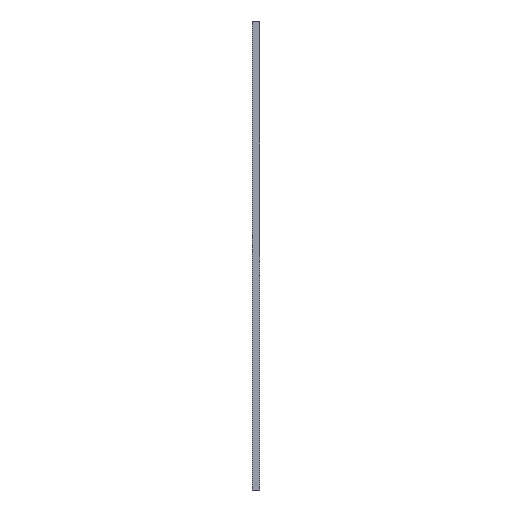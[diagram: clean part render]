
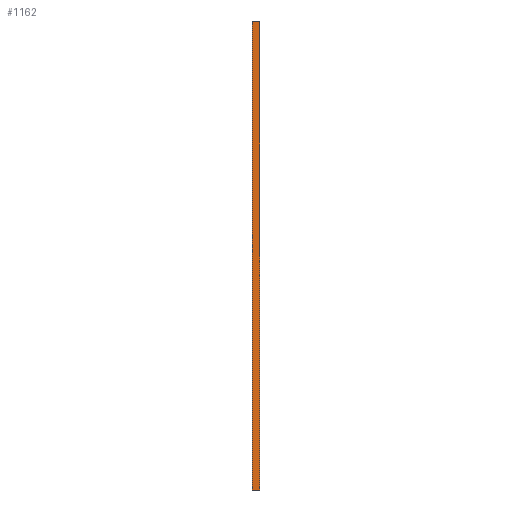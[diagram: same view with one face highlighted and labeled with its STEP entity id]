
A CAD part, left-side view. The second image highlights one B-rep face of the part: STEP entity #1162.
In plain terms, the highlighted planar face has unit normal (-1, 0, 0).
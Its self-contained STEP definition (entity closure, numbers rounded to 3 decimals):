
#157 = CARTESIAN_POINT ( 'NONE',  ( 0., 2., 0. ) ) ;
#172 = VECTOR ( 'NONE', #267, 1000. ) ;
#267 = DIRECTION ( 'NONE',  ( 0., 0., 1. ) ) ;
#325 = CARTESIAN_POINT ( 'NONE',  ( 0., 2., 121. ) ) ;
#330 = ORIENTED_EDGE ( 'NONE', *, *, #743, .T. ) ;
#358 = CARTESIAN_POINT ( 'NONE',  ( 0., 2., 0. ) ) ;
#366 = VECTOR ( 'NONE', #760, 1000. ) ;
#367 = VERTEX_POINT ( 'NONE', #1243 ) ;
#390 = EDGE_CURVE ( 'NONE', #409, #367, #1338, .T. ) ;
#400 = CARTESIAN_POINT ( 'NONE',  ( 0., 0., 0. ) ) ;
#409 = VERTEX_POINT ( 'NONE', #1282 ) ;
#412 = EDGE_LOOP ( 'NONE', ( #330, #1030, #439, #637 ) ) ;
#437 = VECTOR ( 'NONE', #719, 1000. ) ;
#439 = ORIENTED_EDGE ( 'NONE', *, *, #1320, .F. ) ;
#441 = DIRECTION ( 'NONE',  ( 1., 0., 0. ) ) ;
#527 = VERTEX_POINT ( 'NONE', #157 ) ;
#620 = FACE_OUTER_BOUND ( 'NONE', #412, .T. ) ;
#637 = ORIENTED_EDGE ( 'NONE', *, *, #1283, .T. ) ;
#719 = DIRECTION ( 'NONE',  ( 0., 0., 1. ) ) ;
#724 = PLANE ( 'NONE',  #839 ) ;
#725 = LINE ( 'NONE', #400, #437 ) ;
#743 = EDGE_CURVE ( 'NONE', #769, #367, #725, .T. ) ;
#760 = DIRECTION ( 'NONE',  ( 0., -1., 0. ) ) ;
#769 = VERTEX_POINT ( 'NONE', #918 ) ;
#839 = AXIS2_PLACEMENT_3D ( 'NONE', #1118, #441, #1225 ) ;
#879 = LINE ( 'NONE', #1297, #172 ) ;
#918 = CARTESIAN_POINT ( 'NONE',  ( 0., 0., 0. ) ) ;
#1030 = ORIENTED_EDGE ( 'NONE', *, *, #390, .F. ) ;
#1053 = DIRECTION ( 'NONE',  ( 0., -1., 0. ) ) ;
#1059 = VECTOR ( 'NONE', #1053, 1000. ) ;
#1118 = CARTESIAN_POINT ( 'NONE',  ( 0., 2., 0. ) ) ;
#1162 = ADVANCED_FACE ( 'NONE', ( #620 ), #724, .F. ) ;
#1225 = DIRECTION ( 'NONE',  ( 0., 0., -1. ) ) ;
#1243 = CARTESIAN_POINT ( 'NONE',  ( 0., 0., 121. ) ) ;
#1282 = CARTESIAN_POINT ( 'NONE',  ( 0., 2., 121. ) ) ;
#1283 = EDGE_CURVE ( 'NONE', #527, #769, #1292, .T. ) ;
#1292 = LINE ( 'NONE', #358, #366 ) ;
#1297 = CARTESIAN_POINT ( 'NONE',  ( 0., 2., 0. ) ) ;
#1320 = EDGE_CURVE ( 'NONE', #527, #409, #879, .T. ) ;
#1338 = LINE ( 'NONE', #325, #1059 ) ;
